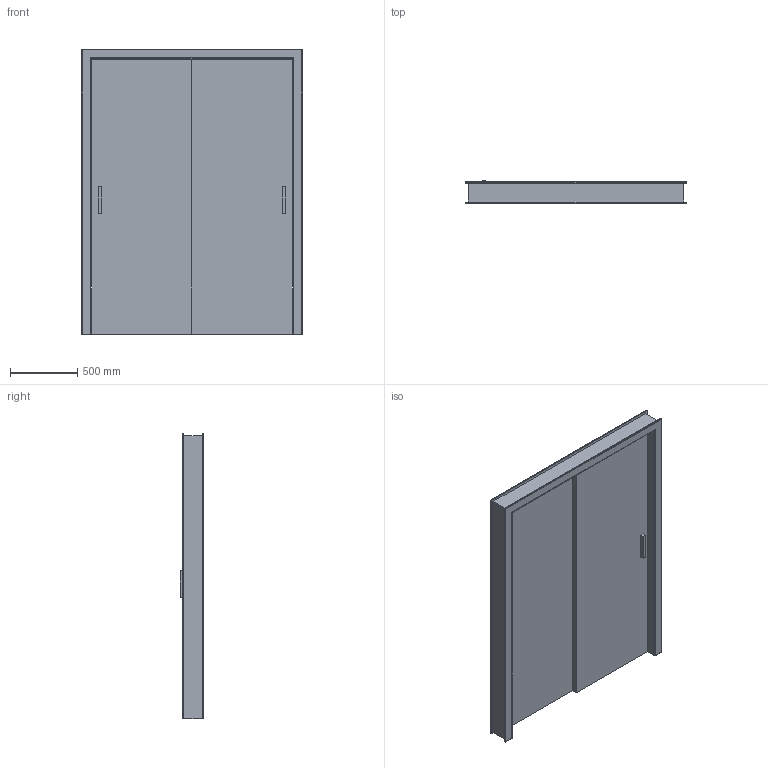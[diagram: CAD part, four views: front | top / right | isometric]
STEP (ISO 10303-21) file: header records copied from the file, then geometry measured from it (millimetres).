
FILE_DESCRIPTION(('FreeCAD Model'),'2;1');
FILE_NAME('Double sliding doors and trims.step', '2016-10-04T14:07:16',('Author'),(''), 'Open CASCADE STEP processor 6.8','FreeCAD','Unknown');
FILE_SCHEMA(('AUTOMOTIVE_DESIGN_CC2 { 1 2 10303 214 -1 1 5 4 }'));
Length unit declared in the file: millimetre
Products named in the file (5): ASSEMBLY; Double_sliding_doors; Final_trim_(Mirror_#4); Trim; Final_trim
Assembly tree (4 placements, depth 2):
  ASSEMBLY
    Double_sliding_doors
    Final_trim_(Mirror_#4)
    Trim
    Final_trim
Bounding box: 1640 x 175 x 2120 mm (x, y, z)
Volume: 174730818.2 mm3; surface area: 11541484.5 mm2
Topology: 10 solids, 10 shells, 88 faces, 196 edges, 128 vertices
Faces by surface type: plane 76, cylinder 12
Entity records: 5794 total; most frequent: CARTESIAN_POINT 1301, DIRECTION 762, LINE 548, VECTOR 548, ORIENTED_EDGE 392, PCURVE 392, DEFINITIONAL_REPRESENTATION 392, EDGE_CURVE 196
